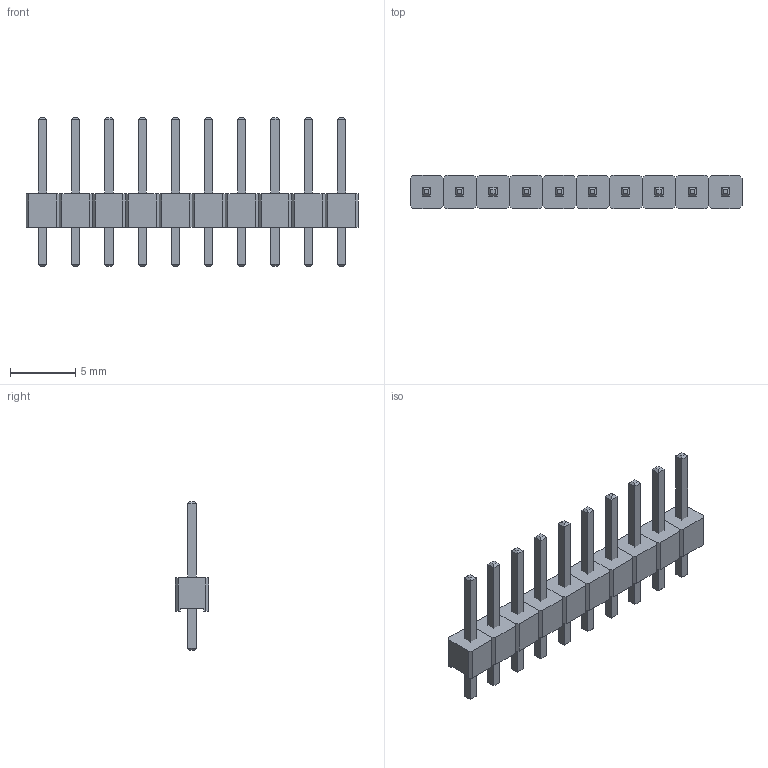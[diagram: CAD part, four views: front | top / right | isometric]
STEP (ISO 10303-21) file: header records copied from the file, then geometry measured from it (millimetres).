
FILE_DESCRIPTION(('FreeCAD Model'),'2;1');
FILE_NAME('Connecteur-2.54-Male-10_Contacts.step','2019-01-18T18:07:30',( 'Author'),(''),'Open CASCADE STEP processor 6.8','FreeCAD','Unknown' );
FILE_SCHEMA(('AUTOMOTIVE_DESIGN_CC2 { 1 2 10303 214 -1 1 5 4 }'));
Length unit declared in the file: millimetre
Products named in the file (3): ASSEMBLY; Array001; Array
Assembly tree (2 placements, depth 2):
  ASSEMBLY
    Array001
    Array
Bounding box: 25.4 x 2.54 x 11.38 mm (x, y, z)
Volume: 198.5 mm3; surface area: 669.5 mm2
Topology: 20 solids, 20 shells, 280 faces, 640 edges, 400 vertices
Faces by surface type: plane 280
Entity records: 16116 total; most frequent: CARTESIAN_POINT 2603, DIRECTION 2486, LINE 1920, VECTOR 1920, ORIENTED_EDGE 1280, PCURVE 1280, DEFINITIONAL_REPRESENTATION 1280, EDGE_CURVE 640
